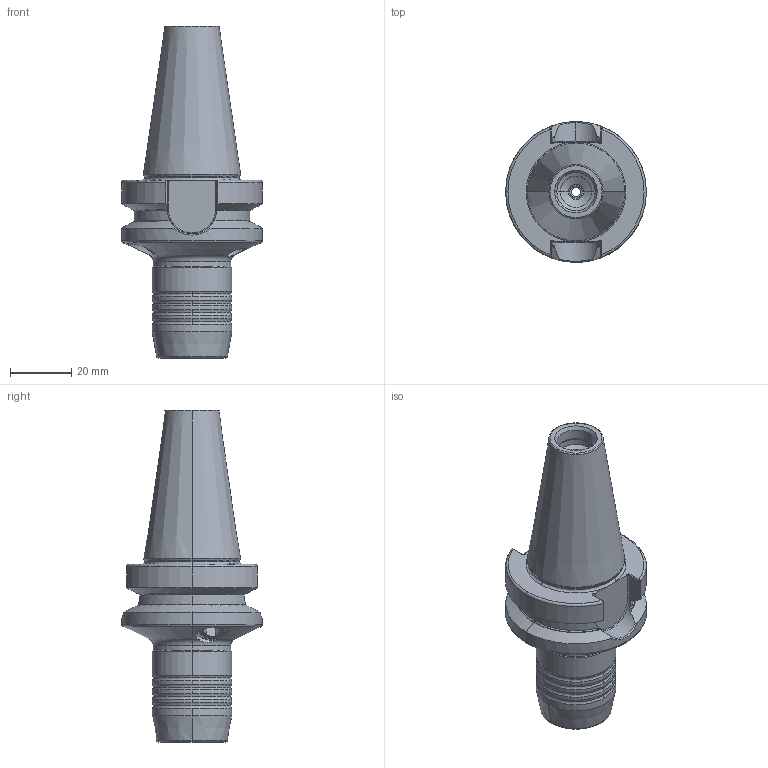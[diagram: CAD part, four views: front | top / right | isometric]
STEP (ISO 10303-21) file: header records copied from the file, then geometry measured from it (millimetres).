
FILE_DESCRIPTION (( 'STEP AP214' ), '1' );
FILE_NAME ('77.303.006 x=60_step.STEP', '2020-09-22T05:55:02', ( '' ), ( '' ), 'SwSTEP 2.0', 'SolidWorks 2018', '' );
FILE_SCHEMA (( 'AUTOMOTIVE_DESIGN' ));
Length unit declared in the file: millimetre
Products named in the file (1): 77.303.006 x=60_step
Bounding box: 45.96 x 45.96 x 108.4 mm (x, y, z)
Volume: 69524.8 mm3; surface area: 22807 mm2
Topology: 9 solids, 9 shells, 395 faces, 916 edges, 544 vertices
Faces by surface type: cylinder 132, cone 102, plane 78, torus 72, bspline 7, sphere 4
Entity records: 18297 total; most frequent: CARTESIAN_POINT 4850, DIRECTION 2026, ORIENTED_EDGE 1802, EDGE_CURVE 901, AXIS2_PLACEMENT_3D 859, VERTEX_POINT 541, CIRCLE 470, EDGE_LOOP 426
